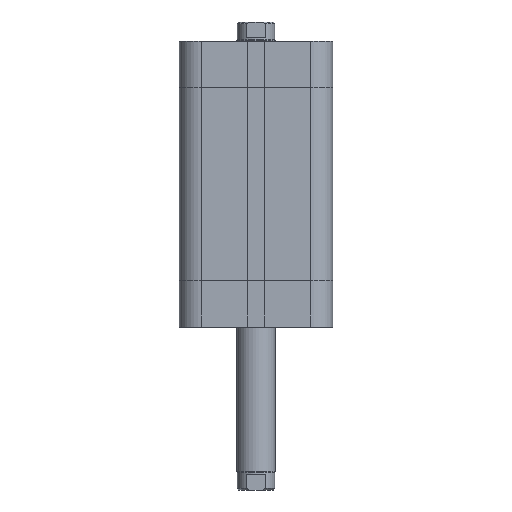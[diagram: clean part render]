
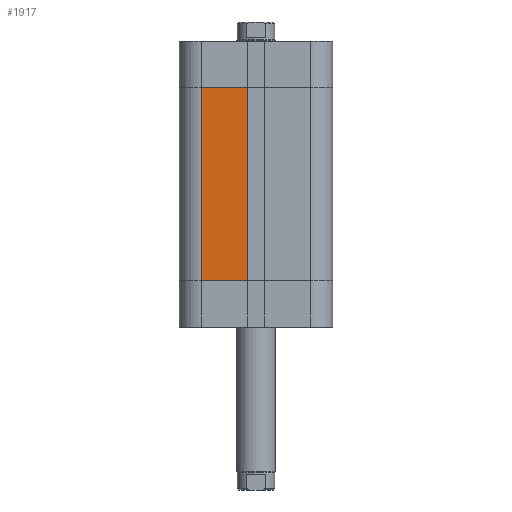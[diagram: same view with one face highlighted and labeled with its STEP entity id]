
A CAD part, front view. The second image highlights one B-rep face of the part: STEP entity #1917.
In plain terms, the highlighted planar face has unit normal (0, -1, 0).
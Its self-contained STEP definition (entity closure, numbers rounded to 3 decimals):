
#1828=CARTESIAN_POINT('',(-17.0,-24.,14.5));
#1829=VERTEX_POINT('',#1828);
#1837=CARTESIAN_POINT('',(-17.0,-24.,75.));
#1838=VERTEX_POINT('',#1837);
#1839=CARTESIAN_POINT('',(-17.0,-24.,14.5));
#1840=DIRECTION('',(0.0,0.0,1.0));
#1841=VECTOR('',#1840,60.5);
#1842=LINE('',#1839,#1841);
#1843=EDGE_CURVE('',#1829,#1838,#1842,.T.);
#1887=CARTESIAN_POINT('',(-2.6,-24.,0.0));
#1888=DIRECTION('',(0.0,-1.0,0.0));
#1889=DIRECTION('',(0.0,0.0,-1.0));
#1890=AXIS2_PLACEMENT_3D('',#1887,#1888,#1889);
#1891=PLANE('',#1890);
#1892=CARTESIAN_POINT('',(-2.6,-24.,14.5));
#1893=VERTEX_POINT('',#1892);
#1894=CARTESIAN_POINT('',(-17.0,-24.,14.5));
#1895=DIRECTION('',(1.0,0.0,0.0));
#1896=VECTOR('',#1895,14.4);
#1897=LINE('',#1894,#1896);
#1898=EDGE_CURVE('',#1829,#1893,#1897,.T.);
#1899=ORIENTED_EDGE('',*,*,#1898,.T.);
#1900=CARTESIAN_POINT('',(-2.6,-24.,75.));
#1901=VERTEX_POINT('',#1900);
#1902=CARTESIAN_POINT('',(-2.6,-24.,14.5));
#1903=DIRECTION('',(0.0,0.0,1.0));
#1904=VECTOR('',#1903,60.5);
#1905=LINE('',#1902,#1904);
#1906=EDGE_CURVE('',#1893,#1901,#1905,.T.);
#1907=ORIENTED_EDGE('',*,*,#1906,.T.);
#1908=CARTESIAN_POINT('',(-17.0,-24.,75.));
#1909=DIRECTION('',(1.0,0.0,0.0));
#1910=VECTOR('',#1909,14.4);
#1911=LINE('',#1908,#1910);
#1912=EDGE_CURVE('',#1838,#1901,#1911,.T.);
#1913=ORIENTED_EDGE('',*,*,#1912,.F.);
#1914=ORIENTED_EDGE('',*,*,#1843,.F.);
#1915=EDGE_LOOP('',(#1899,#1907,#1913,#1914));
#1916=FACE_OUTER_BOUND('',#1915,.T.);
#1917=ADVANCED_FACE('',(#1916),#1891,.T.);
